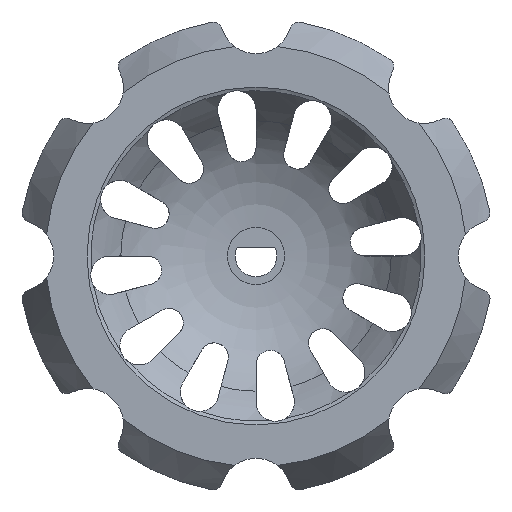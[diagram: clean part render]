
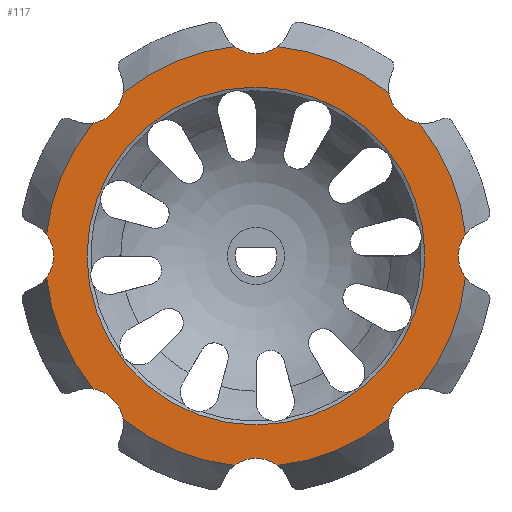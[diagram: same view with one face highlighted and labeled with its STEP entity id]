
A CAD part, left-side view. The second image highlights one B-rep face of the part: STEP entity #117.
In plain terms, the highlighted planar face has unit normal (-1, 0, 0).
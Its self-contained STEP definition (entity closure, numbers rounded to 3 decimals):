
#117=ADVANCED_FACE('',(#652,#654),#656,.T.);
#652=FACE_BOUND('',#653,.T.);
#653=EDGE_LOOP('',(#1496,#1497,#1498,#1499,#1500,#1501,#1502,#1503,#1504,#1505,#1506,
#1507,#1508,#1509,#1510,#1511));
#654=FACE_BOUND('',#655,.T.);
#655=EDGE_LOOP('',(#1512));
#656=PLANE('',#657);
#657=AXIS2_PLACEMENT_3D('',#658,#659,#660);
#658=CARTESIAN_POINT('',(-8.,0.,0.));
#659=DIRECTION('',(-1.,0.,0.));
#660=DIRECTION('',(0.,0.,1.));
#1496=ORIENTED_EDGE('',*,*,#2036,.T.);
#1497=ORIENTED_EDGE('',*,*,#2037,.T.);
#1498=ORIENTED_EDGE('',*,*,#2038,.T.);
#1499=ORIENTED_EDGE('',*,*,#2039,.T.);
#1500=ORIENTED_EDGE('',*,*,#2040,.T.);
#1501=ORIENTED_EDGE('',*,*,#2041,.T.);
#1502=ORIENTED_EDGE('',*,*,#2042,.T.);
#1503=ORIENTED_EDGE('',*,*,#2043,.T.);
#1504=ORIENTED_EDGE('',*,*,#2044,.T.);
#1505=ORIENTED_EDGE('',*,*,#2045,.T.);
#1506=ORIENTED_EDGE('',*,*,#2046,.T.);
#1507=ORIENTED_EDGE('',*,*,#2047,.T.);
#1508=ORIENTED_EDGE('',*,*,#2048,.T.);
#1509=ORIENTED_EDGE('',*,*,#2049,.T.);
#1510=ORIENTED_EDGE('',*,*,#2050,.T.);
#1511=ORIENTED_EDGE('',*,*,#2051,.T.);
#1512=ORIENTED_EDGE('',*,*,#1915,.F.);
#1915=EDGE_CURVE('',#2390,#2390,#2391,.T.);
#2036=EDGE_CURVE('',#2584,#2585,#2586,.T.);
#2037=EDGE_CURVE('',#2585,#2587,#2588,.T.);
#2038=EDGE_CURVE('',#2587,#2589,#2590,.T.);
#2039=EDGE_CURVE('',#2589,#2591,#2592,.T.);
#2040=EDGE_CURVE('',#2591,#2593,#2594,.T.);
#2041=EDGE_CURVE('',#2593,#2595,#2596,.T.);
#2042=EDGE_CURVE('',#2595,#2597,#2598,.T.);
#2043=EDGE_CURVE('',#2597,#2599,#2600,.T.);
#2044=EDGE_CURVE('',#2599,#2601,#2602,.T.);
#2045=EDGE_CURVE('',#2601,#2603,#2604,.T.);
#2046=EDGE_CURVE('',#2603,#2605,#2606,.T.);
#2047=EDGE_CURVE('',#2605,#2607,#2608,.T.);
#2048=EDGE_CURVE('',#2607,#2609,#2610,.T.);
#2049=EDGE_CURVE('',#2609,#2611,#2612,.T.);
#2050=EDGE_CURVE('',#2611,#2613,#2614,.T.);
#2051=EDGE_CURVE('',#2613,#2584,#2615,.T.);
#2390=VERTEX_POINT('',#5520);
#2391=CIRCLE('',#5521,14.2);
#2584=VERTEX_POINT('',#6001);
#2585=VERTEX_POINT('',#6002);
#2586=CIRCLE('',#6003,3.);
#2587=VERTEX_POINT('',#6007);
#2588=CIRCLE('',#6008,17.691);
#2589=VERTEX_POINT('',#6012);
#2590=CIRCLE('',#6013,3.);
#2591=VERTEX_POINT('',#6017);
#2592=CIRCLE('',#6018,17.691);
#2593=VERTEX_POINT('',#6022);
#2594=CIRCLE('',#6023,3.);
#2595=VERTEX_POINT('',#6027);
#2596=CIRCLE('',#6028,17.691);
#2597=VERTEX_POINT('',#6032);
#2598=CIRCLE('',#6033,3.);
#2599=VERTEX_POINT('',#6037);
#2600=CIRCLE('',#6038,17.691);
#2601=VERTEX_POINT('',#6042);
#2602=CIRCLE('',#6043,3.);
#2603=VERTEX_POINT('',#6047);
#2604=CIRCLE('',#6048,17.691);
#2605=VERTEX_POINT('',#6052);
#2606=CIRCLE('',#6053,3.);
#2607=VERTEX_POINT('',#6057);
#2608=CIRCLE('',#6058,17.691);
#2609=VERTEX_POINT('',#6062);
#2610=CIRCLE('',#6063,3.);
#2611=VERTEX_POINT('',#6067);
#2612=CIRCLE('',#6068,17.691);
#2613=VERTEX_POINT('',#6072);
#2614=CIRCLE('',#6073,3.);
#2615=CIRCLE('',#6077,17.691);
#5520=CARTESIAN_POINT('',(-8.,0.,14.2));
#5521=AXIS2_PLACEMENT_3D('',#5522,#5523,#5524);
#5522=CARTESIAN_POINT('',(-8.,0.,0.));
#5523=DIRECTION('',(-1.,0.,0.));
#5524=DIRECTION('',(0.,0.,1.));
#6001=CARTESIAN_POINT('',(-8.,11.173,13.716));
#6002=CARTESIAN_POINT('',(-8.,13.716,11.173));
#6003=AXIS2_PLACEMENT_3D('',#6004,#6005,#6006);
#6004=CARTESIAN_POINT('',(-8.,14.142,14.142));
#6005=DIRECTION('',(1.,0.,0.));
#6006=DIRECTION('',(0.,-0.99,-0.142));
#6007=CARTESIAN_POINT('',(-8.,17.599,1.799));
#6008=AXIS2_PLACEMENT_3D('',#6009,#6010,#6011);
#6009=CARTESIAN_POINT('',(-8.,0.,0.));
#6010=DIRECTION('',(-1.,0.,0.));
#6011=DIRECTION('',(0.,0.775,0.632));
#6012=CARTESIAN_POINT('',(-8.,17.599,-1.799));
#6013=AXIS2_PLACEMENT_3D('',#6014,#6015,#6016);
#6014=CARTESIAN_POINT('',(-8.,20.,0.));
#6015=DIRECTION('',(1.,0.,0.));
#6016=DIRECTION('',(0.,-0.8,0.6));
#6017=CARTESIAN_POINT('',(-8.,13.716,-11.173));
#6018=AXIS2_PLACEMENT_3D('',#6019,#6020,#6021);
#6019=CARTESIAN_POINT('',(-8.,0.,0.));
#6020=DIRECTION('',(-1.,0.,0.));
#6021=DIRECTION('',(0.,0.995,-0.102));
#6022=CARTESIAN_POINT('',(-8.,11.173,-13.716));
#6023=AXIS2_PLACEMENT_3D('',#6024,#6025,#6026);
#6024=CARTESIAN_POINT('',(-8.,14.142,-14.142));
#6025=DIRECTION('',(1.,0.,0.));
#6026=DIRECTION('',(0.,-0.142,0.99));
#6027=CARTESIAN_POINT('',(-8.,1.799,-17.599));
#6028=AXIS2_PLACEMENT_3D('',#6029,#6030,#6031);
#6029=CARTESIAN_POINT('',(-8.,0.,0.));
#6030=DIRECTION('',(-1.,0.,0.));
#6031=DIRECTION('',(0.,0.632,-0.775));
#6032=CARTESIAN_POINT('',(-8.,-1.799,-17.599));
#6033=AXIS2_PLACEMENT_3D('',#6034,#6035,#6036);
#6034=CARTESIAN_POINT('',(-8.,0.,-20.));
#6035=DIRECTION('',(1.,0.,0.));
#6036=DIRECTION('',(0.,0.6,0.8));
#6037=CARTESIAN_POINT('',(-8.,-11.173,-13.716));
#6038=AXIS2_PLACEMENT_3D('',#6039,#6040,#6041);
#6039=CARTESIAN_POINT('',(-8.,0.,0.));
#6040=DIRECTION('',(-1.,0.,0.));
#6041=DIRECTION('',(0.,-0.102,-0.995));
#6042=CARTESIAN_POINT('',(-8.,-13.716,-11.173));
#6043=AXIS2_PLACEMENT_3D('',#6044,#6045,#6046);
#6044=CARTESIAN_POINT('',(-8.,-14.142,-14.142));
#6045=DIRECTION('',(1.,0.,0.));
#6046=DIRECTION('',(0.,0.99,0.142));
#6047=CARTESIAN_POINT('',(-8.,-17.599,-1.799));
#6048=AXIS2_PLACEMENT_3D('',#6049,#6050,#6051);
#6049=CARTESIAN_POINT('',(-8.,0.,0.));
#6050=DIRECTION('',(-1.,0.,0.));
#6051=DIRECTION('',(0.,-0.775,-0.632));
#6052=CARTESIAN_POINT('',(-8.,-17.599,1.799));
#6053=AXIS2_PLACEMENT_3D('',#6054,#6055,#6056);
#6054=CARTESIAN_POINT('',(-8.,-20.,0.));
#6055=DIRECTION('',(1.,0.,0.));
#6056=DIRECTION('',(0.,0.8,-0.6));
#6057=CARTESIAN_POINT('',(-8.,-13.716,11.173));
#6058=AXIS2_PLACEMENT_3D('',#6059,#6060,#6061);
#6059=CARTESIAN_POINT('',(-8.,0.,0.));
#6060=DIRECTION('',(-1.,0.,0.));
#6061=DIRECTION('',(0.,-0.995,0.102));
#6062=CARTESIAN_POINT('',(-8.,-11.173,13.716));
#6063=AXIS2_PLACEMENT_3D('',#6064,#6065,#6066);
#6064=CARTESIAN_POINT('',(-8.,-14.142,14.142));
#6065=DIRECTION('',(1.,0.,0.));
#6066=DIRECTION('',(0.,0.142,-0.99));
#6067=CARTESIAN_POINT('',(-8.,-1.799,17.599));
#6068=AXIS2_PLACEMENT_3D('',#6069,#6070,#6071);
#6069=CARTESIAN_POINT('',(-8.,0.,0.));
#6070=DIRECTION('',(-1.,0.,0.));
#6071=DIRECTION('',(0.,-0.632,0.775));
#6072=CARTESIAN_POINT('',(-8.,1.799,17.599));
#6073=AXIS2_PLACEMENT_3D('',#6074,#6075,#6076);
#6074=CARTESIAN_POINT('',(-8.,0.,20.));
#6075=DIRECTION('',(1.,0.,0.));
#6076=DIRECTION('',(0.,-0.6,-0.8));
#6077=AXIS2_PLACEMENT_3D('',#6078,#6079,#6080);
#6078=CARTESIAN_POINT('',(-8.,0.,0.));
#6079=DIRECTION('',(-1.,0.,0.));
#6080=DIRECTION('',(0.,0.102,0.995));
